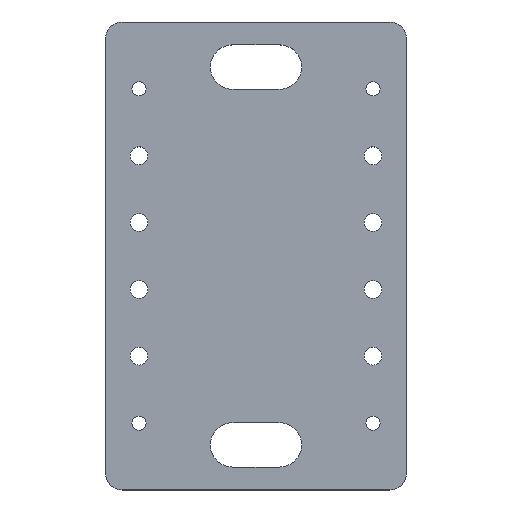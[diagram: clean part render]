
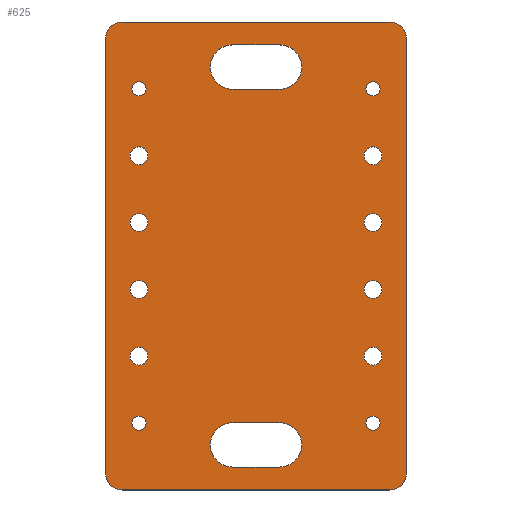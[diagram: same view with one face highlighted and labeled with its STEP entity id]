
A CAD part, top view. The second image highlights one B-rep face of the part: STEP entity #625.
In plain terms, the highlighted planar face has unit normal (0, 0, 1).
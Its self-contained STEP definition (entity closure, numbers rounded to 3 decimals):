
#15=FACE_BOUND('',#112,.T.);
#16=FACE_BOUND('',#113,.T.);
#17=FACE_BOUND('',#114,.T.);
#18=FACE_BOUND('',#115,.T.);
#19=FACE_BOUND('',#116,.T.);
#20=FACE_BOUND('',#117,.T.);
#21=FACE_BOUND('',#118,.T.);
#22=FACE_BOUND('',#119,.T.);
#23=FACE_BOUND('',#120,.T.);
#24=FACE_BOUND('',#121,.T.);
#25=FACE_BOUND('',#122,.T.);
#26=FACE_BOUND('',#123,.T.);
#27=FACE_BOUND('',#124,.T.);
#28=FACE_BOUND('',#125,.T.);
#51=PLANE('',#709);
#81=FACE_OUTER_BOUND('',#111,.T.);
#111=EDGE_LOOP('',(#521,#522,#523,#524,#525,#526,#527,#528));
#112=EDGE_LOOP('',(#529));
#113=EDGE_LOOP('',(#530));
#114=EDGE_LOOP('',(#531,#532,#533,#534));
#115=EDGE_LOOP('',(#535));
#116=EDGE_LOOP('',(#536));
#117=EDGE_LOOP('',(#537));
#118=EDGE_LOOP('',(#538));
#119=EDGE_LOOP('',(#539));
#120=EDGE_LOOP('',(#540));
#121=EDGE_LOOP('',(#541,#542,#543,#544));
#122=EDGE_LOOP('',(#545));
#123=EDGE_LOOP('',(#546));
#124=EDGE_LOOP('',(#547));
#125=EDGE_LOOP('',(#548));
#148=LINE('',#935,#192);
#152=LINE('',#945,#196);
#161=LINE('',#989,#205);
#165=LINE('',#1001,#209);
#171=LINE('',#1025,#215);
#175=LINE('',#1037,#219);
#179=LINE('',#1049,#223);
#183=LINE('',#1061,#227);
#192=VECTOR('',#752,10.);
#196=VECTOR('',#764,10.);
#205=VECTOR('',#811,10.);
#209=VECTOR('',#823,10.);
#215=VECTOR('',#849,10.);
#219=VECTOR('',#861,10.);
#223=VECTOR('',#873,10.);
#227=VECTOR('',#885,10.);
#229=CIRCLE('',#642,2.65);
#231=CIRCLE('',#645,2.65);
#233=CIRCLE('',#648,2.65);
#235=CIRCLE('',#651,2.1);
#238=CIRCLE('',#655,6.65);
#240=CIRCLE('',#659,6.65);
#241=CIRCLE('',#662,2.1);
#243=CIRCLE('',#665,2.65);
#245=CIRCLE('',#668,2.65);
#247=CIRCLE('',#671,2.65);
#249=CIRCLE('',#674,2.65);
#251=CIRCLE('',#677,2.1);
#254=CIRCLE('',#682,6.65);
#256=CIRCLE('',#686,6.65);
#257=CIRCLE('',#688,2.1);
#259=CIRCLE('',#691,2.65);
#262=CIRCLE('',#696,5.);
#264=CIRCLE('',#700,5.);
#266=CIRCLE('',#704,5.);
#268=CIRCLE('',#708,5.);
#269=VERTEX_POINT('',#899);
#271=VERTEX_POINT('',#905);
#273=VERTEX_POINT('',#911);
#275=VERTEX_POINT('',#917);
#279=VERTEX_POINT('',#926);
#280=VERTEX_POINT('',#928);
#282=VERTEX_POINT('',#934);
#284=VERTEX_POINT('',#940);
#285=VERTEX_POINT('',#947);
#287=VERTEX_POINT('',#953);
#289=VERTEX_POINT('',#959);
#291=VERTEX_POINT('',#965);
#293=VERTEX_POINT('',#971);
#295=VERTEX_POINT('',#977);
#299=VERTEX_POINT('',#986);
#300=VERTEX_POINT('',#988);
#302=VERTEX_POINT('',#994);
#304=VERTEX_POINT('',#1000);
#305=VERTEX_POINT('',#1007);
#307=VERTEX_POINT('',#1013);
#311=VERTEX_POINT('',#1022);
#312=VERTEX_POINT('',#1024);
#314=VERTEX_POINT('',#1030);
#316=VERTEX_POINT('',#1036);
#318=VERTEX_POINT('',#1042);
#320=VERTEX_POINT('',#1048);
#322=VERTEX_POINT('',#1054);
#324=VERTEX_POINT('',#1060);
#325=EDGE_CURVE('',#269,#269,#229,.T.);
#328=EDGE_CURVE('',#271,#271,#231,.T.);
#331=EDGE_CURVE('',#273,#273,#233,.T.);
#334=EDGE_CURVE('',#275,#275,#235,.T.);
#339=EDGE_CURVE('',#280,#279,#238,.T.);
#342=EDGE_CURVE('',#282,#280,#148,.T.);
#345=EDGE_CURVE('',#284,#282,#240,.T.);
#348=EDGE_CURVE('',#279,#284,#152,.T.);
#349=EDGE_CURVE('',#285,#285,#241,.T.);
#352=EDGE_CURVE('',#287,#287,#243,.T.);
#355=EDGE_CURVE('',#289,#289,#245,.T.);
#358=EDGE_CURVE('',#291,#291,#247,.T.);
#361=EDGE_CURVE('',#293,#293,#249,.T.);
#364=EDGE_CURVE('',#295,#295,#251,.T.);
#369=EDGE_CURVE('',#300,#299,#161,.T.);
#372=EDGE_CURVE('',#302,#300,#254,.T.);
#375=EDGE_CURVE('',#304,#302,#165,.T.);
#378=EDGE_CURVE('',#299,#304,#256,.T.);
#379=EDGE_CURVE('',#305,#305,#257,.T.);
#382=EDGE_CURVE('',#307,#307,#259,.T.);
#387=EDGE_CURVE('',#312,#311,#171,.T.);
#390=EDGE_CURVE('',#314,#312,#262,.T.);
#393=EDGE_CURVE('',#316,#314,#175,.T.);
#396=EDGE_CURVE('',#318,#316,#264,.T.);
#399=EDGE_CURVE('',#320,#318,#179,.T.);
#402=EDGE_CURVE('',#322,#320,#266,.T.);
#405=EDGE_CURVE('',#324,#322,#183,.T.);
#408=EDGE_CURVE('',#311,#324,#268,.T.);
#521=ORIENTED_EDGE('',*,*,#408,.T.);
#522=ORIENTED_EDGE('',*,*,#405,.T.);
#523=ORIENTED_EDGE('',*,*,#402,.T.);
#524=ORIENTED_EDGE('',*,*,#399,.T.);
#525=ORIENTED_EDGE('',*,*,#396,.T.);
#526=ORIENTED_EDGE('',*,*,#393,.T.);
#527=ORIENTED_EDGE('',*,*,#390,.T.);
#528=ORIENTED_EDGE('',*,*,#387,.T.);
#529=ORIENTED_EDGE('',*,*,#382,.T.);
#530=ORIENTED_EDGE('',*,*,#379,.T.);
#531=ORIENTED_EDGE('',*,*,#378,.T.);
#532=ORIENTED_EDGE('',*,*,#375,.T.);
#533=ORIENTED_EDGE('',*,*,#372,.T.);
#534=ORIENTED_EDGE('',*,*,#369,.T.);
#535=ORIENTED_EDGE('',*,*,#364,.T.);
#536=ORIENTED_EDGE('',*,*,#361,.T.);
#537=ORIENTED_EDGE('',*,*,#358,.T.);
#538=ORIENTED_EDGE('',*,*,#355,.T.);
#539=ORIENTED_EDGE('',*,*,#352,.T.);
#540=ORIENTED_EDGE('',*,*,#349,.T.);
#541=ORIENTED_EDGE('',*,*,#348,.T.);
#542=ORIENTED_EDGE('',*,*,#345,.T.);
#543=ORIENTED_EDGE('',*,*,#342,.T.);
#544=ORIENTED_EDGE('',*,*,#339,.T.);
#545=ORIENTED_EDGE('',*,*,#334,.T.);
#546=ORIENTED_EDGE('',*,*,#331,.T.);
#547=ORIENTED_EDGE('',*,*,#328,.T.);
#548=ORIENTED_EDGE('',*,*,#325,.T.);
#625=ADVANCED_FACE('',(#81,#15,#16,#17,#18,#19,#20,#21,#22,#23,#24,#25,
#26,#27,#28),#51,.T.);
#642=AXIS2_PLACEMENT_3D('',#900,#715,#716);
#645=AXIS2_PLACEMENT_3D('',#906,#722,#723);
#648=AXIS2_PLACEMENT_3D('',#912,#729,#730);
#651=AXIS2_PLACEMENT_3D('',#918,#736,#737);
#655=AXIS2_PLACEMENT_3D('',#929,#746,#747);
#659=AXIS2_PLACEMENT_3D('',#941,#758,#759);
#662=AXIS2_PLACEMENT_3D('',#948,#767,#768);
#665=AXIS2_PLACEMENT_3D('',#954,#774,#775);
#668=AXIS2_PLACEMENT_3D('',#960,#781,#782);
#671=AXIS2_PLACEMENT_3D('',#966,#788,#789);
#674=AXIS2_PLACEMENT_3D('',#972,#795,#796);
#677=AXIS2_PLACEMENT_3D('',#978,#802,#803);
#682=AXIS2_PLACEMENT_3D('',#995,#817,#818);
#686=AXIS2_PLACEMENT_3D('',#1005,#829,#830);
#688=AXIS2_PLACEMENT_3D('',#1008,#833,#834);
#691=AXIS2_PLACEMENT_3D('',#1014,#840,#841);
#696=AXIS2_PLACEMENT_3D('',#1031,#855,#856);
#700=AXIS2_PLACEMENT_3D('',#1043,#867,#868);
#704=AXIS2_PLACEMENT_3D('',#1055,#879,#880);
#708=AXIS2_PLACEMENT_3D('',#1065,#891,#892);
#709=AXIS2_PLACEMENT_3D('',#1066,#893,#894);
#715=DIRECTION('center_axis',(0.,0.,-1.));
#716=DIRECTION('ref_axis',(1.,0.,0.));
#722=DIRECTION('center_axis',(0.,0.,-1.));
#723=DIRECTION('ref_axis',(1.,0.,0.));
#729=DIRECTION('center_axis',(0.,0.,-1.));
#730=DIRECTION('ref_axis',(1.,0.,0.));
#736=DIRECTION('center_axis',(0.,0.,-1.));
#737=DIRECTION('ref_axis',(1.,0.,0.));
#746=DIRECTION('center_axis',(0.,0.,-1.));
#747=DIRECTION('ref_axis',(-0.028,-1.,0.));
#752=DIRECTION('',(1.,0.,0.));
#758=DIRECTION('center_axis',(0.,0.,-1.));
#759=DIRECTION('ref_axis',(0.,1.,0.));
#764=DIRECTION('',(-1.,0.,0.));
#767=DIRECTION('center_axis',(0.,0.,-1.));
#768=DIRECTION('ref_axis',(1.,0.,0.));
#774=DIRECTION('center_axis',(0.,0.,-1.));
#775=DIRECTION('ref_axis',(1.,0.,0.));
#781=DIRECTION('center_axis',(0.,0.,-1.));
#782=DIRECTION('ref_axis',(1.,0.,0.));
#788=DIRECTION('center_axis',(0.,0.,-1.));
#789=DIRECTION('ref_axis',(1.,0.,0.));
#795=DIRECTION('center_axis',(0.,0.,-1.));
#796=DIRECTION('ref_axis',(1.,0.,0.));
#802=DIRECTION('center_axis',(0.,0.,-1.));
#803=DIRECTION('ref_axis',(1.,0.,0.));
#811=DIRECTION('',(-1.,0.,0.));
#817=DIRECTION('center_axis',(0.,0.,-1.));
#818=DIRECTION('ref_axis',(0.,-1.,0.));
#823=DIRECTION('',(1.,0.,0.));
#829=DIRECTION('center_axis',(0.,0.,-1.));
#830=DIRECTION('ref_axis',(0.028,1.,0.));
#833=DIRECTION('center_axis',(0.,0.,-1.));
#834=DIRECTION('ref_axis',(1.,0.,0.));
#840=DIRECTION('center_axis',(0.,0.,-1.));
#841=DIRECTION('ref_axis',(1.,0.,0.));
#849=DIRECTION('',(0.,-1.,0.));
#855=DIRECTION('center_axis',(0.,0.,1.));
#856=DIRECTION('ref_axis',(0.,1.,0.));
#861=DIRECTION('',(-1.,0.,0.));
#867=DIRECTION('center_axis',(0.,0.,1.));
#868=DIRECTION('ref_axis',(1.,0.,0.));
#873=DIRECTION('',(0.,1.,0.));
#879=DIRECTION('center_axis',(0.,0.,1.));
#880=DIRECTION('ref_axis',(0.,-1.,0.));
#885=DIRECTION('',(1.,0.,0.));
#891=DIRECTION('center_axis',(0.,0.,1.));
#892=DIRECTION('ref_axis',(-1.,0.,0.));
#893=DIRECTION('center_axis',(0.,0.,1.));
#894=DIRECTION('ref_axis',(1.,0.,0.));
#899=CARTESIAN_POINT('',(32.35,10.,6.35));
#900=CARTESIAN_POINT('Origin',(35.,10.,6.35));
#905=CARTESIAN_POINT('',(32.35,-30.,6.35));
#906=CARTESIAN_POINT('Origin',(35.,-30.,6.35));
#911=CARTESIAN_POINT('',(-37.65,-10.,6.35));
#912=CARTESIAN_POINT('Origin',(-35.,-10.,6.35));
#917=CARTESIAN_POINT('',(-37.1,-50.,6.35));
#918=CARTESIAN_POINT('Origin',(-35.,-50.,6.35));
#926=CARTESIAN_POINT('',(6.816,49.853,6.35));
#928=CARTESIAN_POINT('',(7.,63.15,6.35));
#929=CARTESIAN_POINT('Origin',(7.,56.5,6.35));
#934=CARTESIAN_POINT('',(-7.,63.15,6.35));
#935=CARTESIAN_POINT('',(7.,63.15,6.35));
#940=CARTESIAN_POINT('',(-6.816,49.853,6.35));
#941=CARTESIAN_POINT('Origin',(-7.,56.5,6.35));
#945=CARTESIAN_POINT('',(-6.816,49.853,6.35));
#947=CARTESIAN_POINT('',(32.9,-50.,6.35));
#948=CARTESIAN_POINT('Origin',(35.,-50.,6.35));
#953=CARTESIAN_POINT('',(-37.65,30.,6.35));
#954=CARTESIAN_POINT('Origin',(-35.,30.,6.35));
#959=CARTESIAN_POINT('',(-37.65,-30.,6.35));
#960=CARTESIAN_POINT('Origin',(-35.,-30.,6.35));
#965=CARTESIAN_POINT('',(32.35,30.,6.35));
#966=CARTESIAN_POINT('Origin',(35.,30.,6.35));
#971=CARTESIAN_POINT('',(-37.65,10.,6.35));
#972=CARTESIAN_POINT('Origin',(-35.,10.,6.35));
#977=CARTESIAN_POINT('',(32.9,50.,6.35));
#978=CARTESIAN_POINT('Origin',(35.,50.,6.35));
#986=CARTESIAN_POINT('',(-7.,-63.15,6.35));
#988=CARTESIAN_POINT('',(7.,-63.15,6.35));
#989=CARTESIAN_POINT('',(7.,-63.15,6.35));
#994=CARTESIAN_POINT('',(6.816,-49.853,6.35));
#995=CARTESIAN_POINT('Origin',(7.,-56.5,6.35));
#1000=CARTESIAN_POINT('',(-6.816,-49.853,6.35));
#1001=CARTESIAN_POINT('',(-6.816,-49.853,6.35));
#1005=CARTESIAN_POINT('Origin',(-7.,-56.5,6.35));
#1007=CARTESIAN_POINT('',(-37.1,50.,6.35));
#1008=CARTESIAN_POINT('Origin',(-35.,50.,6.35));
#1013=CARTESIAN_POINT('',(32.35,-10.,6.35));
#1014=CARTESIAN_POINT('Origin',(35.,-10.,6.35));
#1022=CARTESIAN_POINT('',(-45.,-65.,6.35));
#1024=CARTESIAN_POINT('',(-45.,65.,6.35));
#1025=CARTESIAN_POINT('',(-45.,-65.,6.35));
#1030=CARTESIAN_POINT('',(-40.,70.,6.35));
#1031=CARTESIAN_POINT('Origin',(-40.,65.,6.35));
#1036=CARTESIAN_POINT('',(40.,70.,6.35));
#1037=CARTESIAN_POINT('',(-40.,70.,6.35));
#1042=CARTESIAN_POINT('',(45.,65.,6.35));
#1043=CARTESIAN_POINT('Origin',(40.,65.,6.35));
#1048=CARTESIAN_POINT('',(45.,-65.,6.35));
#1049=CARTESIAN_POINT('',(45.,65.,6.35));
#1054=CARTESIAN_POINT('',(40.,-70.,6.35));
#1055=CARTESIAN_POINT('Origin',(40.,-65.,6.35));
#1060=CARTESIAN_POINT('',(-40.,-70.,6.35));
#1061=CARTESIAN_POINT('',(40.,-70.,6.35));
#1065=CARTESIAN_POINT('Origin',(-40.,-65.,6.35));
#1066=CARTESIAN_POINT('Origin',(0.,0.,
6.35));
